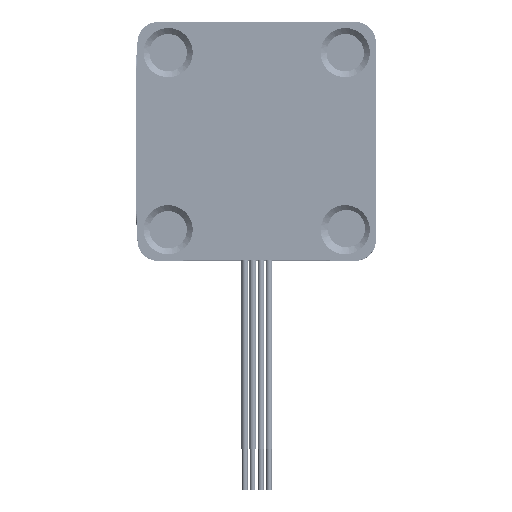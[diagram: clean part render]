
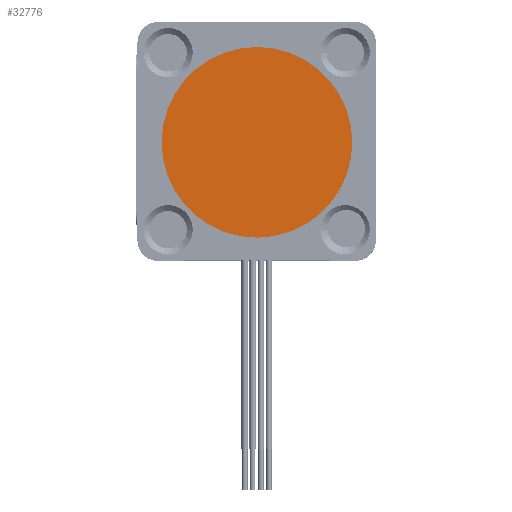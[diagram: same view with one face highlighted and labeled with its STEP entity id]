
A CAD part, top view. The second image highlights one B-rep face of the part: STEP entity #32776.
In plain terms, the highlighted planar face has unit normal (0, 0, 1).
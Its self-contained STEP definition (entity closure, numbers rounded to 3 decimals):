
#6624=PLANE('',#36389);
#9356=FACE_OUTER_BOUND('',#11240,.T.);
#11240=EDGE_LOOP('',(#29872));
#12975=CIRCLE('',#36386,14.);
#16049=VERTEX_POINT('',#69016);
#20659=EDGE_CURVE('',#16049,#16049,#12975,.T.);
#29872=ORIENTED_EDGE('',*,*,#20659,.T.);
#32776=ADVANCED_FACE('',(#9356),#6624,.T.);
#36386=AXIS2_PLACEMENT_3D('',#69017,#46269,#46270);
#36389=AXIS2_PLACEMENT_3D('',#69021,#46275,#46276);
#46269=DIRECTION('center_axis',(0.,0.,1.));
#46270=DIRECTION('ref_axis',(-1.,0.,0.));
#46275=DIRECTION('center_axis',(0.,0.,1.));
#46276=DIRECTION('ref_axis',(1.,0.,0.));
#69016=CARTESIAN_POINT('',(14.,0.,0.05));
#69017=CARTESIAN_POINT('Origin',(0.,0.,0.05));
#69021=CARTESIAN_POINT('Origin',(0.,0.,
0.05));
